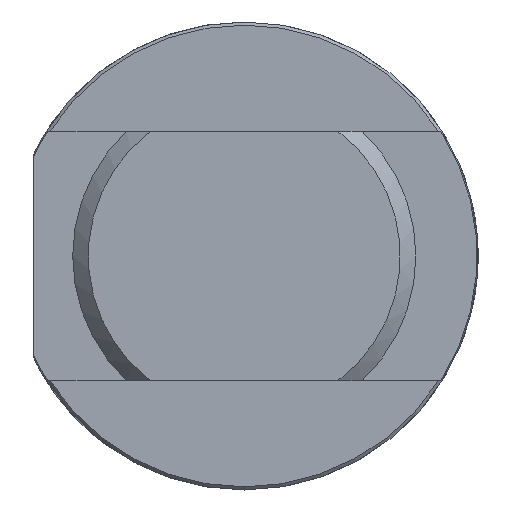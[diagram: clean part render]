
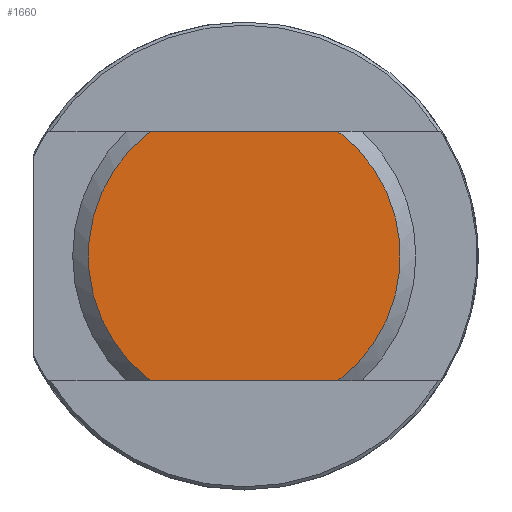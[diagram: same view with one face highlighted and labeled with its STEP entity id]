
A CAD part, left-side view. The second image highlights one B-rep face of the part: STEP entity #1660.
In plain terms, the highlighted planar face has unit normal (-1, 0, 0).
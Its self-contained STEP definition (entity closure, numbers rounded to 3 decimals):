
#43 = CARTESIAN_POINT ( 'NONE',  ( 0., 0., 0. ) ) ;
#47 = DIRECTION ( 'NONE',  ( -1., 0., 0. ) ) ;
#48 = DIRECTION ( 'NONE',  ( 0., 0., -1. ) ) ;
#233 = CARTESIAN_POINT ( 'NONE',  ( 0., 12.75, -8. ) ) ;
#234 = DIRECTION ( 'NONE',  ( 0., 1., 0. ) ) ;
#250 = CARTESIAN_POINT ( 'NONE',  ( 0., 0., 0. ) ) ;
#252 = DIRECTION ( 'NONE',  ( -1., 0., 0. ) ) ;
#253 = DIRECTION ( 'NONE',  ( 0., 0., -1. ) ) ;
#278 = CARTESIAN_POINT ( 'NONE',  ( 0., 12.75, 8. ) ) ;
#279 = DIRECTION ( 'NONE',  ( 0., -1., 0. ) ) ;
#636 = CARTESIAN_POINT ( 'NONE',  ( 0., 6., -8. ) ) ;
#711 = CARTESIAN_POINT ( 'NONE',  ( 0., -6., 8. ) ) ;
#722 = CARTESIAN_POINT ( 'NONE',  ( 0., -6., -8. ) ) ;
#723 = CARTESIAN_POINT ( 'NONE',  ( 0., 6., 8. ) ) ;
#1046 = AXIS2_PLACEMENT_3D ( 'NONE', #43, #47, #48 ) ;
#1065 = AXIS2_PLACEMENT_3D ( 'NONE', #250, #252, #253 ) ;
#1358 = CIRCLE ( 'NONE', #1046, 10. ) ;
#1417 = LINE ( 'NONE', #233, #1418 ) ;
#1418 = VECTOR ( 'NONE', #234, 1000. ) ;
#1423 = LINE ( 'NONE', #278, #1436 ) ;
#1429 = CIRCLE ( 'NONE', #1065, 10. ) ;
#1436 = VECTOR ( 'NONE', #279, 1000. ) ;
#1660 = ADVANCED_FACE ( 'NONE', ( #3447 ), #4611, .F. ) ;
#1943 = EDGE_CURVE ( 'NONE', #4194, #4180, #1358, .T. ) ;
#1993 = EDGE_CURVE ( 'NONE', #4194, #4097, #1417, .T. ) ;
#1999 = EDGE_CURVE ( 'NONE', #4195, #4097, #1429, .T. ) ;
#2008 = EDGE_CURVE ( 'NONE', #4195, #4180, #1423, .T. ) ;
#2182 = AXIS2_PLACEMENT_3D ( 'NONE', #4612, #4609, #4608 ) ;
#2304 = ORIENTED_EDGE ( 'NONE', *, *, #1943, .T. ) ;
#2385 = ORIENTED_EDGE ( 'NONE', *, *, #2008, .F. ) ;
#2387 = ORIENTED_EDGE ( 'NONE', *, *, #1993, .F. ) ;
#2498 = ORIENTED_EDGE ( 'NONE', *, *, #1999, .T. ) ;
#3052 = EDGE_LOOP ( 'NONE', ( #2498, #2387, #2304, #2385 ) ) ;
#3447 = FACE_OUTER_BOUND ( 'NONE', #3052, .T. ) ;
#4097 = VERTEX_POINT ( 'NONE', #636 ) ;
#4180 = VERTEX_POINT ( 'NONE', #711 ) ;
#4194 = VERTEX_POINT ( 'NONE', #722 ) ;
#4195 = VERTEX_POINT ( 'NONE', #723 ) ;
#4608 = DIRECTION ( 'NONE',  ( 0., 0., -1. ) ) ;
#4609 = DIRECTION ( 'NONE',  ( 1., 0., 0. ) ) ;
#4611 = PLANE ( 'NONE',  #2182 ) ;
#4612 = CARTESIAN_POINT ( 'NONE',  ( 0., 0., 0. ) ) ;
